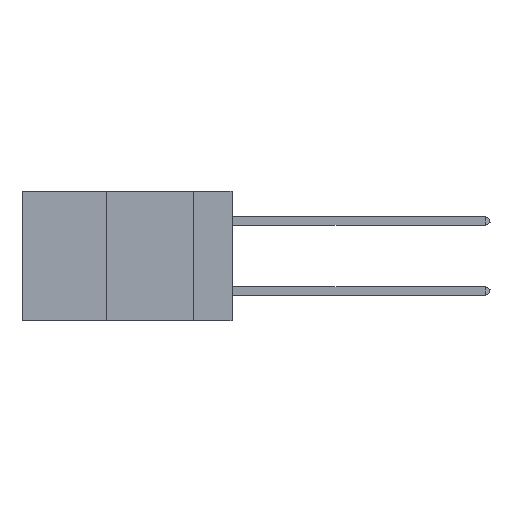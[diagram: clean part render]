
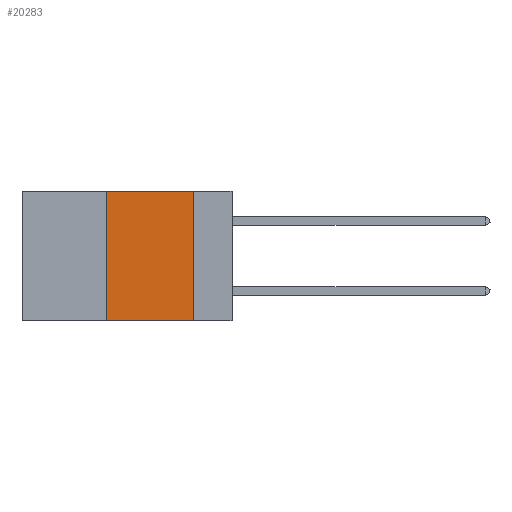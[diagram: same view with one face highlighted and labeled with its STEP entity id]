
A CAD part, left-side view. The second image highlights one B-rep face of the part: STEP entity #20283.
In plain terms, the highlighted planar face has unit normal (-1, 0, 0).
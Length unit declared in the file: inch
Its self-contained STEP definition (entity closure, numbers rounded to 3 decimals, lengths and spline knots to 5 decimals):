
#974 = ORIENTED_EDGE ( 'NONE', *, *, #39576, .F. ) ;
#1407 = DIRECTION ( 'NONE',  ( 0., -1., 0. ) ) ;
#1620 = CARTESIAN_POINT ( 'NONE',  ( 0., 0.6, 0. ) ) ;
#3560 = LINE ( 'NONE', #11331, #28145 ) ;
#4633 = LINE ( 'NONE', #28131, #21770 ) ;
#8407 = PLANE ( 'NONE',  #9793 ) ;
#8983 = VERTEX_POINT ( 'NONE', #9414 ) ;
#9414 = CARTESIAN_POINT ( 'NONE',  ( 0., 0.36, 0. ) ) ;
#9793 = AXIS2_PLACEMENT_3D ( 'NONE', #1620, #30631, #11671 ) ;
#11331 = CARTESIAN_POINT ( 'NONE',  ( 0., 0.6, -0.37 ) ) ;
#11671 = DIRECTION ( 'NONE',  ( 0., 0., -1. ) ) ;
#13826 = CARTESIAN_POINT ( 'NONE',  ( 0., 0.36, 0. ) ) ;
#14744 = CARTESIAN_POINT ( 'NONE',  ( 0., 0.11, 0. ) ) ;
#15150 = VERTEX_POINT ( 'NONE', #14744 ) ;
#15495 = CARTESIAN_POINT ( 'NONE',  ( 0., 0.11, 0. ) ) ;
#17702 = ORIENTED_EDGE ( 'NONE', *, *, #31135, .T. ) ;
#18679 = DIRECTION ( 'NONE',  ( 0., 0., -1. ) ) ;
#20283 = ADVANCED_FACE ( 'NONE', ( #34848 ), #8407, .F. ) ;
#20651 = LINE ( 'NONE', #13826, #29042 ) ;
#21031 = LINE ( 'NONE', #15495, #36814 ) ;
#21770 = VECTOR ( 'NONE', #31266, 39.37008 ) ;
#24011 = EDGE_CURVE ( 'NONE', #8983, #15150, #4633, .T. ) ;
#24703 = ORIENTED_EDGE ( 'NONE', *, *, #29099, .F. ) ;
#26917 = VERTEX_POINT ( 'NONE', #31554 ) ;
#28131 = CARTESIAN_POINT ( 'NONE',  ( 0., 0.6, 0. ) ) ;
#28145 = VECTOR ( 'NONE', #1407, 39.37008 ) ;
#29042 = VECTOR ( 'NONE', #29618, 39.37008 ) ;
#29099 = EDGE_CURVE ( 'NONE', #31776, #8983, #20651, .T. ) ;
#29618 = DIRECTION ( 'NONE',  ( 0., 0., 1. ) ) ;
#30631 = DIRECTION ( 'NONE',  ( 1., 0., 0. ) ) ;
#31135 = EDGE_CURVE ( 'NONE', #31776, #26917, #3560, .T. ) ;
#31266 = DIRECTION ( 'NONE',  ( 0., -1., 0. ) ) ;
#31554 = CARTESIAN_POINT ( 'NONE',  ( 0., 0.11, -0.37 ) ) ;
#31776 = VERTEX_POINT ( 'NONE', #36319 ) ;
#33462 = ORIENTED_EDGE ( 'NONE', *, *, #24011, .F. ) ;
#34848 = FACE_OUTER_BOUND ( 'NONE', #41283, .T. ) ;
#36319 = CARTESIAN_POINT ( 'NONE',  ( 0., 0.36, -0.37 ) ) ;
#36814 = VECTOR ( 'NONE', #18679, 39.37008 ) ;
#39576 = EDGE_CURVE ( 'NONE', #15150, #26917, #21031, .T. ) ;
#41283 = EDGE_LOOP ( 'NONE', ( #974, #33462, #24703, #17702 ) ) ;
